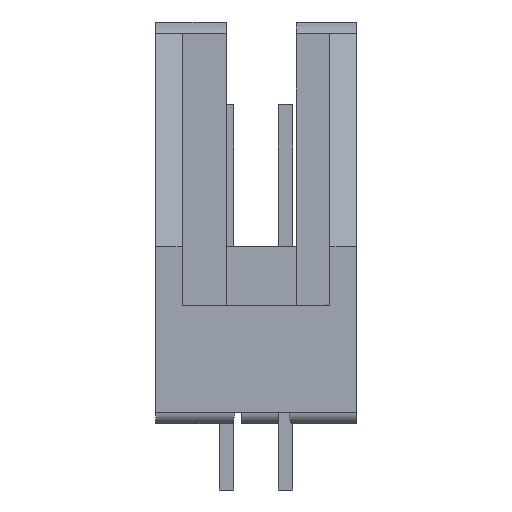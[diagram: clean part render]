
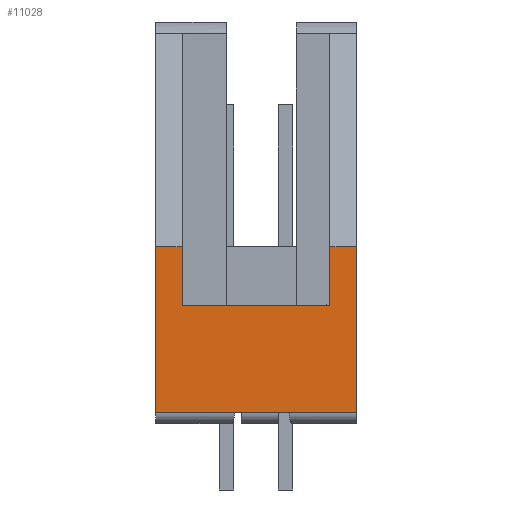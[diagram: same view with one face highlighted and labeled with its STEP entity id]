
A CAD part, left-side view. The second image highlights one B-rep face of the part: STEP entity #11028.
In plain terms, the highlighted planar face has unit normal (-1, 0, 0).
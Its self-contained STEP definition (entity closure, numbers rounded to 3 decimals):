
#258=B_SPLINE_CURVE_WITH_KNOTS($,1,(#17198,#17199),.UNSPECIFIED.,.F.,.F.,
(2,2),(0.,1.),.UNSPECIFIED.);
#262=B_SPLINE_CURVE_WITH_KNOTS($,1,(#17208,#17209),.UNSPECIFIED.,.F.,.F.,
(2,2),(0.,1.),.UNSPECIFIED.);
#264=B_SPLINE_CURVE_WITH_KNOTS($,1,(#17214,#17215),.UNSPECIFIED.,.F.,.F.,
(2,2),(0.,1.),.UNSPECIFIED.);
#265=B_SPLINE_CURVE_WITH_KNOTS($,1,(#17218,#17219),.UNSPECIFIED.,.F.,.F.,
(2,2),(0.,1.),.UNSPECIFIED.);
#311=B_SPLINE_CURVE_WITH_KNOTS($,1,(#17889,#17890),.UNSPECIFIED.,.F.,.F.,
(2,2),(0.,1.),.UNSPECIFIED.);
#312=B_SPLINE_CURVE_WITH_KNOTS($,1,(#17893,#17894),.UNSPECIFIED.,.F.,.F.,
(2,2),(0.,1.),.UNSPECIFIED.);
#313=B_SPLINE_CURVE_WITH_KNOTS($,1,(#17895,#17896),.UNSPECIFIED.,.F.,.F.,
(2,2),(0.,1.),.UNSPECIFIED.);
#314=B_SPLINE_CURVE_WITH_KNOTS($,1,(#17897,#17898),.UNSPECIFIED.,.F.,.F.,
(2,2),(0.,1.),.UNSPECIFIED.);
#618=FACE_OUTER_BOUND($,#1350,.T.);
#1350=EDGE_LOOP($,(#7690,#7691,#7692,#7693,#7694,#7695,#7696,#7697));
#4655=VERTEX_POINT($,#17194);
#4656=VERTEX_POINT($,#17197);
#4657=VERTEX_POINT($,#17205);
#4658=VERTEX_POINT($,#17211);
#4659=VERTEX_POINT($,#17217);
#4696=VERTEX_POINT($,#17883);
#4697=VERTEX_POINT($,#17886);
#4698=VERTEX_POINT($,#17892);
#5808=EDGE_CURVE($,#4656,#4655,#258,.T.);
#5812=EDGE_CURVE($,#4655,#4657,#262,.T.);
#5814=EDGE_CURVE($,#4657,#4658,#264,.T.);
#5815=EDGE_CURVE($,#4659,#4656,#265,.T.);
#5865=EDGE_CURVE($,#4697,#4696,#311,.T.);
#5866=EDGE_CURVE($,#4698,#4659,#312,.T.);
#5867=EDGE_CURVE($,#4658,#4696,#313,.T.);
#5868=EDGE_CURVE($,#4698,#4697,#314,.T.);
#7690=ORIENTED_EDGE($,*,*,#5866,.T.);
#7691=ORIENTED_EDGE($,*,*,#5815,.T.);
#7692=ORIENTED_EDGE($,*,*,#5808,.T.);
#7693=ORIENTED_EDGE($,*,*,#5812,.T.);
#7694=ORIENTED_EDGE($,*,*,#5814,.T.);
#7695=ORIENTED_EDGE($,*,*,#5867,.T.);
#7696=ORIENTED_EDGE($,*,*,#5865,.F.);
#7697=ORIENTED_EDGE($,*,*,#5868,.F.);
#10311=PLANE($,#11954);
#11028=ADVANCED_FACE($,(#618),#10311,.T.);
#11954=AXIS2_PLACEMENT_3D($,#17891,#12914,#12915);
#12914=DIRECTION('center_axis',(-1.,0.,0.));
#12915=DIRECTION('ref_axis',(0.,0.,1.));
#17194=CARTESIAN_POINT('',(-41.402,3.175,5.08));
#17197=CARTESIAN_POINT('',(-41.402,-3.175,5.08));
#17198=CARTESIAN_POINT('Ctrl Pts',(-41.402,-3.175,5.08));
#17199=CARTESIAN_POINT('Ctrl Pts',(-41.402,3.175,5.08));
#17205=CARTESIAN_POINT('',(-41.402,3.175,7.62));
#17208=CARTESIAN_POINT('Ctrl Pts',(-41.402,3.175,5.08));
#17209=CARTESIAN_POINT('Ctrl Pts',(-41.402,3.175,7.62));
#17211=CARTESIAN_POINT('',(-41.402,4.318,7.62));
#17214=CARTESIAN_POINT('Ctrl Pts',(-41.402,3.175,7.62));
#17215=CARTESIAN_POINT('Ctrl Pts',(-41.402,4.318,7.62));
#17217=CARTESIAN_POINT('',(-41.402,-3.175,7.62));
#17218=CARTESIAN_POINT('Ctrl Pts',(-41.402,-3.175,7.62));
#17219=CARTESIAN_POINT('Ctrl Pts',(-41.402,-3.175,5.08));
#17883=CARTESIAN_POINT('',(-41.402,4.318,0.508));
#17886=CARTESIAN_POINT('',(-41.402,-4.318,0.508));
#17889=CARTESIAN_POINT('Ctrl Pts',(-41.402,-4.318,0.508));
#17890=CARTESIAN_POINT('Ctrl Pts',(-41.402,4.318,0.508));
#17891=CARTESIAN_POINT('Origin',(-41.402,4.491,7.762));
#17892=CARTESIAN_POINT('',(-41.402,-4.318,7.62));
#17893=CARTESIAN_POINT('Ctrl Pts',(-41.402,-4.318,7.62));
#17894=CARTESIAN_POINT('Ctrl Pts',(-41.402,-3.175,7.62));
#17895=CARTESIAN_POINT('Ctrl Pts',(-41.402,4.318,7.62));
#17896=CARTESIAN_POINT('Ctrl Pts',(-41.402,4.318,0.508));
#17897=CARTESIAN_POINT('Ctrl Pts',(-41.402,-4.318,7.62));
#17898=CARTESIAN_POINT('Ctrl Pts',(-41.402,-4.318,0.508));
